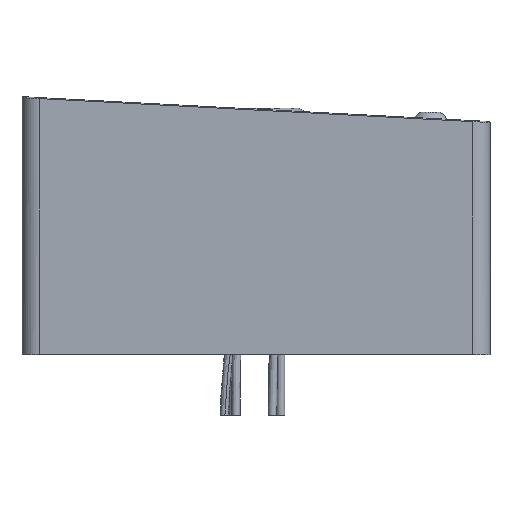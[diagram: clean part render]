
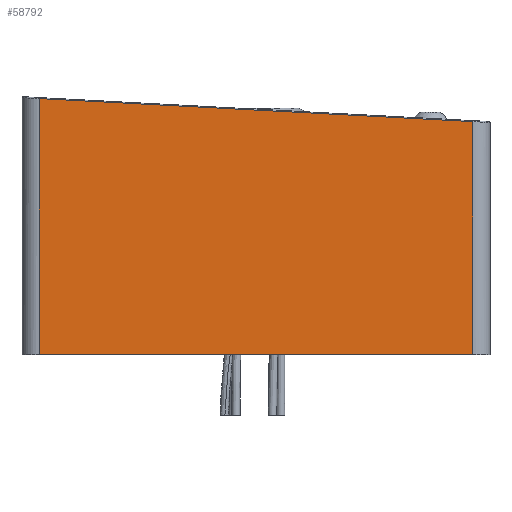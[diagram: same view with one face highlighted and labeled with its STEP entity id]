
A CAD part, left-side view. The second image highlights one B-rep face of the part: STEP entity #58792.
In plain terms, the highlighted planar face has unit normal (-1, 0, 0).
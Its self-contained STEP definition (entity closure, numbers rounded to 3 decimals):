
#1166 = EDGE_CURVE ( 'NONE', #22016, #51065, #63509, .T. ) ;
#3874 = DIRECTION ( 'NONE',  ( 0., 0., -1. ) ) ;
#3945 = CARTESIAN_POINT ( 'NONE',  ( -19.15, -43.5, 46.786 ) ) ;
#9152 = CARTESIAN_POINT ( 'NONE',  ( -19.15, -43.5, 53. ) ) ;
#11699 = ORIENTED_EDGE ( 'NONE', *, *, #61772, .F. ) ;
#13653 = AXIS2_PLACEMENT_3D ( 'NONE', #17510, #42447, #32968 ) ;
#14411 = VERTEX_POINT ( 'NONE', #50379 ) ;
#16808 = ORIENTED_EDGE ( 'NONE', *, *, #52803, .T. ) ;
#17317 = CARTESIAN_POINT ( 'NONE',  ( -19.15, 43.511, 51.414 ) ) ;
#17510 = CARTESIAN_POINT ( 'NONE',  ( -19.15, 43.5, 53. ) ) ;
#18311 = DIRECTION ( 'NONE',  ( 0., 0.999, 0.053 ) ) ;
#19235 = LINE ( 'NONE', #9152, #37456 ) ;
#22016 = VERTEX_POINT ( 'NONE', #3945 ) ;
#22047 = CARTESIAN_POINT ( 'NONE',  ( -19.15, 43.5, 51.414 ) ) ;
#27557 = PLANE ( 'NONE',  #13653 ) ;
#32742 = VECTOR ( 'NONE', #18311, 1000. ) ;
#32780 = EDGE_CURVE ( 'NONE', #51152, #14411, #60009, .T. ) ;
#32968 = DIRECTION ( 'NONE',  ( 0., 1., 0. ) ) ;
#34325 = DIRECTION ( 'NONE',  ( 0., -1., 0. ) ) ;
#35586 = VECTOR ( 'NONE', #34325, 1000. ) ;
#37456 = VECTOR ( 'NONE', #54992, 1000. ) ;
#37562 = LINE ( 'NONE', #58165, #65409 ) ;
#42430 = EDGE_LOOP ( 'NONE', ( #11699, #48745, #16808, #59623 ) ) ;
#42447 = DIRECTION ( 'NONE',  ( 1., 0., 0. ) ) ;
#48745 = ORIENTED_EDGE ( 'NONE', *, *, #1166, .T. ) ;
#50379 = CARTESIAN_POINT ( 'NONE',  ( -19.15, -43.5, 0. ) ) ;
#51065 = VERTEX_POINT ( 'NONE', #22047 ) ;
#51152 = VERTEX_POINT ( 'NONE', #53589 ) ;
#52803 = EDGE_CURVE ( 'NONE', #51065, #51152, #37562, .T. ) ;
#53589 = CARTESIAN_POINT ( 'NONE',  ( -19.15, 43.5, 0. ) ) ;
#54992 = DIRECTION ( 'NONE',  ( 0., 0., -1. ) ) ;
#58165 = CARTESIAN_POINT ( 'NONE',  ( -19.15, 43.5, 53. ) ) ;
#58792 = ADVANCED_FACE ( 'NONE', ( #64054 ), #27557, .F. ) ;
#59623 = ORIENTED_EDGE ( 'NONE', *, *, #32780, .T. ) ;
#60009 = LINE ( 'NONE', #64753, #35586 ) ;
#61772 = EDGE_CURVE ( 'NONE', #22016, #14411, #19235, .T. ) ;
#63509 = LINE ( 'NONE', #17317, #32742 ) ;
#64054 = FACE_OUTER_BOUND ( 'NONE', #42430, .T. ) ;
#64753 = CARTESIAN_POINT ( 'NONE',  ( -19.15, 43.5, 0. ) ) ;
#65409 = VECTOR ( 'NONE', #3874, 1000. ) ;
